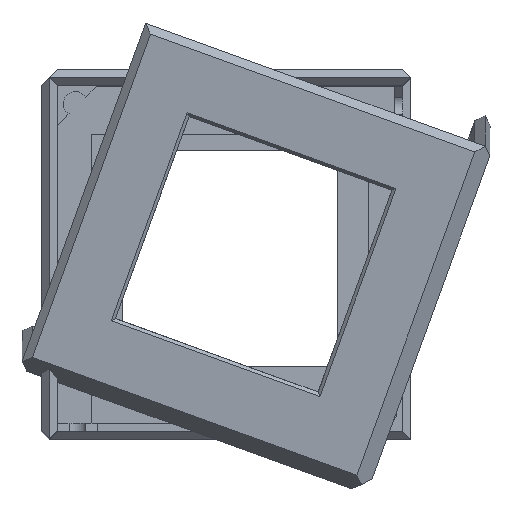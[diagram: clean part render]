
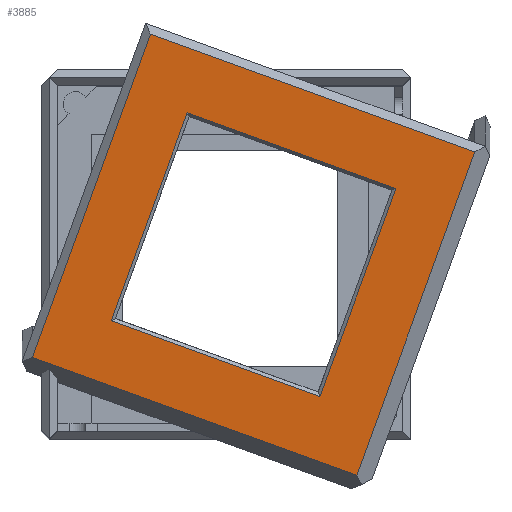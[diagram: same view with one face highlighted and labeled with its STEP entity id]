
A CAD part, top view. The second image highlights one B-rep face of the part: STEP entity #3885.
In plain terms, the highlighted face is planar.
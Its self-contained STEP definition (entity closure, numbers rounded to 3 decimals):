
#98=FACE_BOUND('',#416,.T.);
#179=FACE_OUTER_BOUND('',#415,.T.);
#415=EDGE_LOOP('',(#2824,#2825,#2826,#2827));
#416=EDGE_LOOP('',(#2828,#2829,#2830,#2831));
#732=LINE('',#5723,#1250);
#736=LINE('',#5731,#1254);
#741=LINE('',#5741,#1259);
#747=LINE('',#5751,#1265);
#761=LINE('',#5781,#1279);
#762=LINE('',#5783,#1280);
#763=LINE('',#5785,#1281);
#764=LINE('',#5786,#1282);
#1250=VECTOR('',#4643,10.);
#1254=VECTOR('',#4649,10.);
#1259=VECTOR('',#4656,10.);
#1265=VECTOR('',#4664,10.);
#1279=VECTOR('',#4690,10.);
#1280=VECTOR('',#4691,10.);
#1281=VECTOR('',#4692,10.);
#1282=VECTOR('',#4693,10.);
#1729=VERTEX_POINT('',#5721);
#1730=VERTEX_POINT('',#5722);
#1733=VERTEX_POINT('',#5730);
#1737=VERTEX_POINT('',#5740);
#1749=VERTEX_POINT('',#5779);
#1750=VERTEX_POINT('',#5780);
#1751=VERTEX_POINT('',#5782);
#1752=VERTEX_POINT('',#5784);
#2118=EDGE_CURVE('',#1729,#1730,#732,.T.);
#2122=EDGE_CURVE('',#1730,#1733,#736,.T.);
#2127=EDGE_CURVE('',#1733,#1737,#741,.T.);
#2133=EDGE_CURVE('',#1737,#1729,#747,.T.);
#2147=EDGE_CURVE('',#1749,#1750,#761,.T.);
#2148=EDGE_CURVE('',#1751,#1749,#762,.T.);
#2149=EDGE_CURVE('',#1752,#1751,#763,.T.);
#2150=EDGE_CURVE('',#1750,#1752,#764,.T.);
#2824=ORIENTED_EDGE('',*,*,#2147,.F.);
#2825=ORIENTED_EDGE('',*,*,#2148,.F.);
#2826=ORIENTED_EDGE('',*,*,#2149,.F.);
#2827=ORIENTED_EDGE('',*,*,#2150,.F.);
#2828=ORIENTED_EDGE('',*,*,#2118,.F.);
#2829=ORIENTED_EDGE('',*,*,#2133,.F.);
#2830=ORIENTED_EDGE('',*,*,#2127,.F.);
#2831=ORIENTED_EDGE('',*,*,#2122,.F.);
#3665=PLANE('',#4176);
#3885=ADVANCED_FACE('',(#179,#98),#3665,.T.);
#4176=AXIS2_PLACEMENT_3D('',#5778,#4688,#4689);
#4643=DIRECTION('',(0.,0.,-1.));
#4649=DIRECTION('',(0.,-1.,0.));
#4656=DIRECTION('',(0.,0.,1.));
#4664=DIRECTION('',(0.,1.,0.));
#4688=DIRECTION('center_axis',(-1.,0.,0.));
#4689=DIRECTION('ref_axis',(0.,-1.,0.));
#4690=DIRECTION('',(0.,0.,-1.));
#4691=DIRECTION('',(0.,-1.,0.));
#4692=DIRECTION('',(0.,0.,1.));
#4693=DIRECTION('',(0.,1.,0.));
#5721=CARTESIAN_POINT('',(-23.5,13.828,-8.673));
#5722=CARTESIAN_POINT('',(-23.5,13.828,-36.328));
#5723=CARTESIAN_POINT('',(-23.5,13.828,-29.214));
#5730=CARTESIAN_POINT('',(-23.5,-13.827,-36.328));
#5731=CARTESIAN_POINT('',(-23.5,-6.714,-36.328));
#5740=CARTESIAN_POINT('',(-23.5,-13.827,-8.673));
#5741=CARTESIAN_POINT('',(-23.5,-13.827,-15.786));
#5751=CARTESIAN_POINT('',(-23.5,6.714,-8.673));
#5778=CARTESIAN_POINT('Origin',(-23.5,0.,-22.5));
#5779=CARTESIAN_POINT('',(-23.5,-21.5,-1.));
#5780=CARTESIAN_POINT('',(-23.5,-21.5,-44.));
#5781=CARTESIAN_POINT('',(-23.5,-21.5,-33.75));
#5782=CARTESIAN_POINT('',(-23.5,21.5,-1.));
#5783=CARTESIAN_POINT('',(-23.5,-11.25,-1.));
#5784=CARTESIAN_POINT('',(-23.5,21.5,-44.));
#5785=CARTESIAN_POINT('',(-23.5,21.5,-11.25));
#5786=CARTESIAN_POINT('',(-23.5,11.25,-44.));
